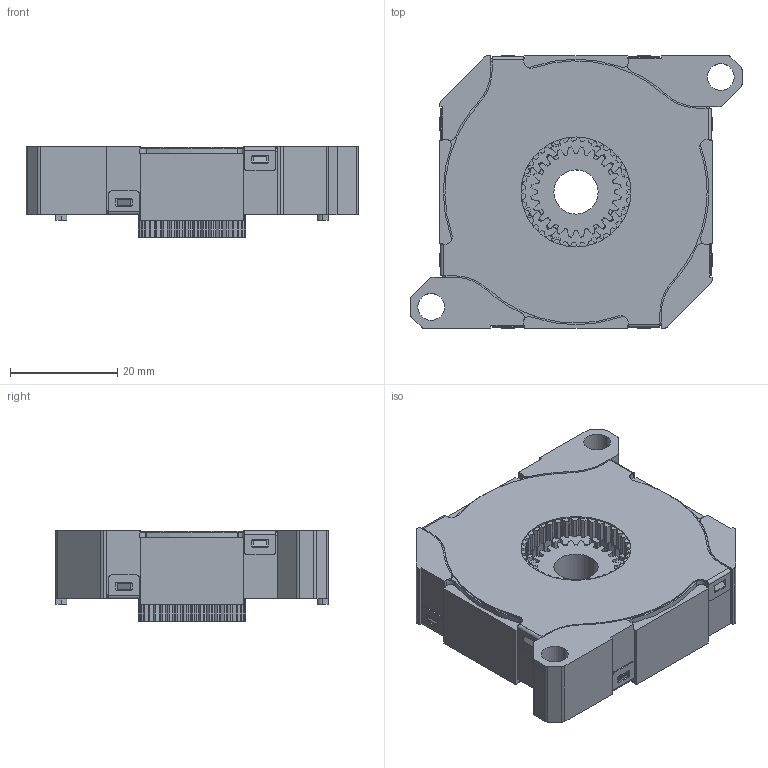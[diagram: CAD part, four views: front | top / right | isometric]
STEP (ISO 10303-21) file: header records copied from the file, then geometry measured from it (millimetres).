
FILE_DESCRIPTION (( 'STEP AP203' ), '1' );
FILE_NAME ('REV-21-2102.STEP', '2021-12-06T14:32:44', ( '' ), ( '' ), 'SwSTEP 2.0', 'SolidWorks 2022', '' );
FILE_SCHEMA (( 'CONFIG_CONTROL_DESIGN' ));
Length unit declared in the file: inch
Products named in the file (1): REV-21-2102
Bounding box: 61.91 x 50.8 x 16.85 mm (x, y, z)
Volume: 23439.1 mm3; surface area: 27881.4 mm2
Topology: 15 solids, 15 shells, 1792 faces, 5170 edges, 3420 vertices
Faces by surface type: cylinder 856, bspline 636, plane 276, cone 24
Entity records: 99965 total; most frequent: CARTESIAN_POINT 55539, ORIENTED_EDGE 10340, DIRECTION 7916, EDGE_CURVE 5170, VERTEX_POINT 3420, AXIS2_PLACEMENT_3D 2909, LINE 2098, VECTOR 2098
